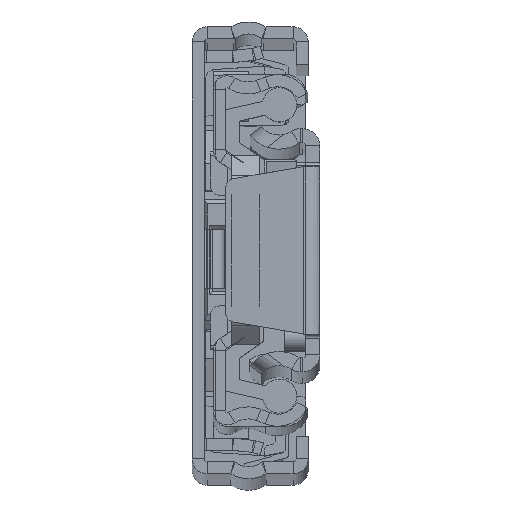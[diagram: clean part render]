
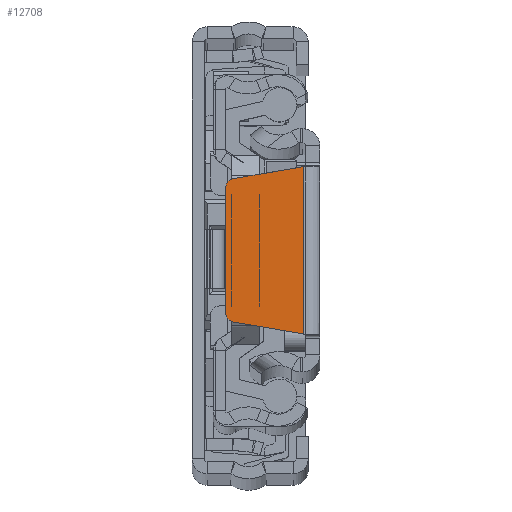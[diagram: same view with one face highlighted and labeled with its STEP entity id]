
A CAD part, top view. The second image highlights one B-rep face of the part: STEP entity #12708.
In plain terms, the highlighted planar face has unit normal (0, 0, 1).
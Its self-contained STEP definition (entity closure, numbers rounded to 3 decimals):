
#215 = ORIENTED_EDGE ( 'NONE', *, *, #607, .F. ) ;
#259 = CARTESIAN_POINT ( 'NONE',  ( -8.4, 6.156, 0. ) ) ;
#396 = EDGE_CURVE ( 'NONE', #7737, #17396, #1133, .T. ) ;
#607 = EDGE_CURVE ( 'NONE', #14416, #7737, #12784, .T. ) ;
#1133 = LINE ( 'NONE', #29649, #7286 ) ;
#2619 = CARTESIAN_POINT ( 'NONE',  ( -8.4, -6.156, 0. ) ) ;
#3018 = CARTESIAN_POINT ( 'NONE',  ( -9.4, -6.156, 0. ) ) ;
#3910 = VECTOR ( 'NONE', #8721, 1000. ) ;
#4091 = CARTESIAN_POINT ( 'NONE',  ( -1.6, -8.333, 0. ) ) ;
#4412 = CARTESIAN_POINT ( 'NONE',  ( -8.4, 6.156, 0. ) ) ;
#6312 = AXIS2_PLACEMENT_3D ( 'NONE', #2619, #24921, #16606 ) ;
#6364 = VECTOR ( 'NONE', #28262, 1000. ) ;
#6771 = EDGE_LOOP ( 'NONE', ( #20592, #20879, #215, #15766, #11535, #27766 ) ) ;
#7194 = DIRECTION ( 'NONE',  ( -1., 0., 0. ) ) ;
#7286 = VECTOR ( 'NONE', #13946, 1000. ) ;
#7737 = VERTEX_POINT ( 'NONE', #13685 ) ;
#8721 = DIRECTION ( 'NONE',  ( -0.986, 0.168, 0. ) ) ;
#10597 = AXIS2_PLACEMENT_3D ( 'NONE', #259, #31864, #18738 ) ;
#10632 = VERTEX_POINT ( 'NONE', #26676 ) ;
#11535 = ORIENTED_EDGE ( 'NONE', *, *, #25690, .F. ) ;
#11650 = AXIS2_PLACEMENT_3D ( 'NONE', #4412, #22783, #7194 ) ;
#12048 = CARTESIAN_POINT ( 'NONE',  ( -1.6, -8.333, 0. ) ) ;
#12398 = CIRCLE ( 'NONE', #6312, 1. ) ;
#12708 = ADVANCED_FACE ( 'NONE', ( #17745 ), #30704, .F. ) ;
#12784 = CIRCLE ( 'NONE', #10597, 1. ) ;
#13685 = CARTESIAN_POINT ( 'NONE',  ( -8.568, 7.142, 0. ) ) ;
#13946 = DIRECTION ( 'NONE',  ( 0.986, 0.168, 0. ) ) ;
#14025 = EDGE_CURVE ( 'NONE', #23089, #10632, #24465, .T. ) ;
#14416 = VERTEX_POINT ( 'NONE', #20214 ) ;
#14923 = EDGE_CURVE ( 'NONE', #17396, #23089, #27926, .T. ) ;
#15766 = ORIENTED_EDGE ( 'NONE', *, *, #26916, .F. ) ;
#16606 = DIRECTION ( 'NONE',  ( -1., 0., 0. ) ) ;
#17396 = VERTEX_POINT ( 'NONE', #25098 ) ;
#17745 = FACE_OUTER_BOUND ( 'NONE', #6771, .T. ) ;
#18050 = CARTESIAN_POINT ( 'NONE',  ( -9.4, 6.156, 0. ) ) ;
#18224 = LINE ( 'NONE', #18050, #6364 ) ;
#18738 = DIRECTION ( 'NONE',  ( -1., 0., 0. ) ) ;
#20214 = CARTESIAN_POINT ( 'NONE',  ( -9.4, 6.156, 0. ) ) ;
#20592 = ORIENTED_EDGE ( 'NONE', *, *, #14923, .F. ) ;
#20879 = ORIENTED_EDGE ( 'NONE', *, *, #396, .F. ) ;
#22614 = DIRECTION ( 'NONE',  ( 0., -1., 0. ) ) ;
#22783 = DIRECTION ( 'NONE',  ( 0., 0., -1. ) ) ;
#23058 = VECTOR ( 'NONE', #22614, 1000. ) ;
#23089 = VERTEX_POINT ( 'NONE', #4091 ) ;
#24465 = LINE ( 'NONE', #32388, #3910 ) ;
#24921 = DIRECTION ( 'NONE',  ( 0., 0., -1. ) ) ;
#25098 = CARTESIAN_POINT ( 'NONE',  ( -1.6, 8.333, 0. ) ) ;
#25690 = EDGE_CURVE ( 'NONE', #10632, #28464, #12398, .T. ) ;
#26676 = CARTESIAN_POINT ( 'NONE',  ( -8.568, -7.142, 0. ) ) ;
#26916 = EDGE_CURVE ( 'NONE', #28464, #14416, #18224, .T. ) ;
#27766 = ORIENTED_EDGE ( 'NONE', *, *, #14025, .F. ) ;
#27926 = LINE ( 'NONE', #12048, #23058 ) ;
#28262 = DIRECTION ( 'NONE',  ( 0., 1., 0. ) ) ;
#28464 = VERTEX_POINT ( 'NONE', #3018 ) ;
#29649 = CARTESIAN_POINT ( 'NONE',  ( -1.5, 8.35, 0. ) ) ;
#30704 = PLANE ( 'NONE',  #11650 ) ;
#31864 = DIRECTION ( 'NONE',  ( 0., 0., -1. ) ) ;
#32388 = CARTESIAN_POINT ( 'NONE',  ( -8.568, -7.142, 0. ) ) ;
